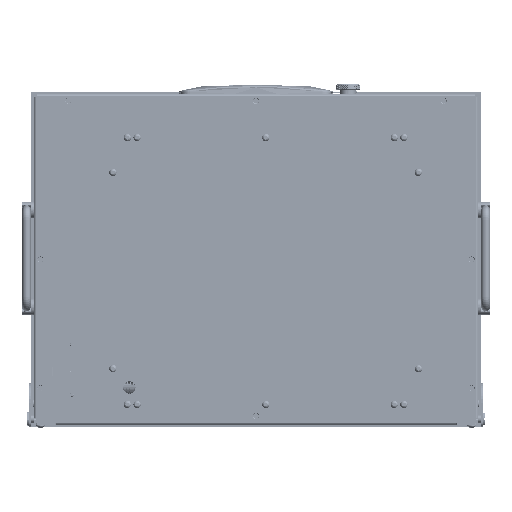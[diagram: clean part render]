
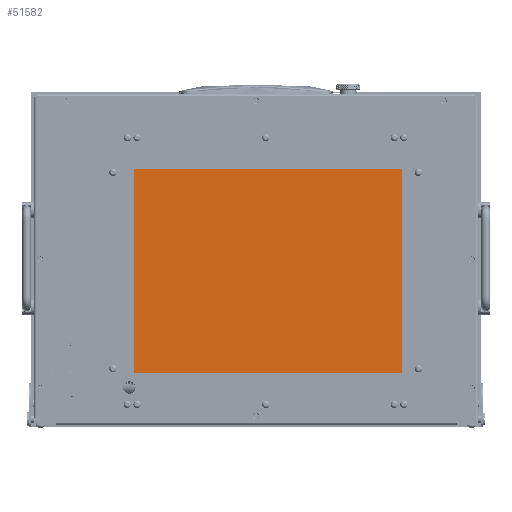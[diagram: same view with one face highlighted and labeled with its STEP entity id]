
A CAD part, front view. The second image highlights one B-rep face of the part: STEP entity #51582.
In plain terms, the highlighted planar face has unit normal (0, -1, 0).
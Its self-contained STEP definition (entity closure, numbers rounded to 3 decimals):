
#696 = LINE ( 'NONE', #38515, #29465 ) ;
#15232 = AXIS2_PLACEMENT_3D ( 'NONE', #34752, #183683, #56631 ) ;
#25270 = LINE ( 'NONE', #190061, #163146 ) ;
#29465 = VECTOR ( 'NONE', #187451, 1000. ) ;
#34752 = CARTESIAN_POINT ( 'NONE',  ( 135.25, -4.5, 105.65 ) ) ;
#38515 = CARTESIAN_POINT ( 'NONE',  ( 135.25, -4.5, 105.65 ) ) ;
#39615 = VERTEX_POINT ( 'NONE', #157245 ) ;
#40263 = CARTESIAN_POINT ( 'NONE',  ( -141.75, -4.5, -105.65 ) ) ;
#51582 = ADVANCED_FACE ( 'NONE', ( #158757 ), #73781, .T. ) ;
#53957 = ORIENTED_EDGE ( 'NONE', *, *, #107782, .T. ) ;
#56631 = DIRECTION ( 'NONE',  ( 0., 0., -1. ) ) ;
#62281 = EDGE_LOOP ( 'NONE', ( #53957, #84752, #225548, #165782 ) ) ;
#73781 = PLANE ( 'NONE',  #15232 ) ;
#84752 = ORIENTED_EDGE ( 'NONE', *, *, #222811, .T. ) ;
#85482 = DIRECTION ( 'NONE',  ( 1., 0., 0. ) ) ;
#87163 = CARTESIAN_POINT ( 'NONE',  ( 135.25, -4.5, 105.65 ) ) ;
#89251 = DIRECTION ( 'NONE',  ( 0., 0., -1. ) ) ;
#91694 = LINE ( 'NONE', #163657, #212775 ) ;
#94339 = VERTEX_POINT ( 'NONE', #40263 ) ;
#107782 = EDGE_CURVE ( 'NONE', #117269, #228926, #25270, .T. ) ;
#117269 = VERTEX_POINT ( 'NONE', #212374 ) ;
#157245 = CARTESIAN_POINT ( 'NONE',  ( -141.75, -4.5, 105.65 ) ) ;
#157501 = LINE ( 'NONE', #196557, #188595 ) ;
#158757 = FACE_OUTER_BOUND ( 'NONE', #62281, .T. ) ;
#163146 = VECTOR ( 'NONE', #225518, 1000. ) ;
#163657 = CARTESIAN_POINT ( 'NONE',  ( -141.75, -4.5, -105.65 ) ) ;
#165782 = ORIENTED_EDGE ( 'NONE', *, *, #218713, .T. ) ;
#183683 = DIRECTION ( 'NONE',  ( 0., -1., 0. ) ) ;
#186295 = EDGE_CURVE ( 'NONE', #39615, #94339, #91694, .T. ) ;
#187451 = DIRECTION ( 'NONE',  ( -1., 0., 0. ) ) ;
#188595 = VECTOR ( 'NONE', #85482, 1000. ) ;
#190061 = CARTESIAN_POINT ( 'NONE',  ( 135.25, -4.5, -105.65 ) ) ;
#196557 = CARTESIAN_POINT ( 'NONE',  ( 135.25, -4.5, -105.65 ) ) ;
#212374 = CARTESIAN_POINT ( 'NONE',  ( 135.25, -4.5, -105.65 ) ) ;
#212775 = VECTOR ( 'NONE', #89251, 1000. ) ;
#218713 = EDGE_CURVE ( 'NONE', #94339, #117269, #157501, .T. ) ;
#222811 = EDGE_CURVE ( 'NONE', #228926, #39615, #696, .T. ) ;
#225518 = DIRECTION ( 'NONE',  ( 0., 0., 1. ) ) ;
#225548 = ORIENTED_EDGE ( 'NONE', *, *, #186295, .T. ) ;
#228926 = VERTEX_POINT ( 'NONE', #87163 ) ;
